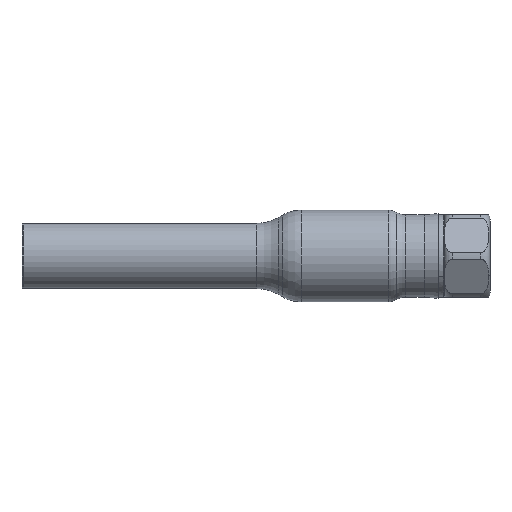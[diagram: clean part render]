
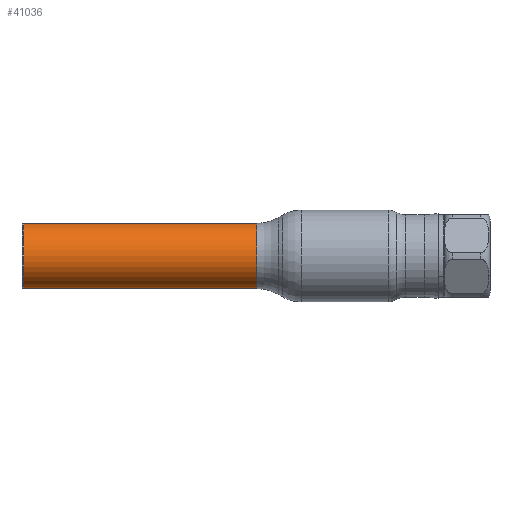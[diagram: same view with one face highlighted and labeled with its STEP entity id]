
A CAD part, front view. The second image highlights one B-rep face of the part: STEP entity #41036.
In plain terms, the highlighted cylindrical face has radius 10.65 mm (diameter 21.3 mm), a partial arc.
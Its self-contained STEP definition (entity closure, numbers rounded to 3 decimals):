
#1009 = CIRCLE ( 'NONE', #53480, 10.65 ) ;
#2995 = LINE ( 'NONE', #11219, #14635 ) ;
#6523 = CARTESIAN_POINT ( 'NONE',  ( -105., 0., -10.65 ) ) ;
#6900 = CARTESIAN_POINT ( 'NONE',  ( -62.69, 0., 0. ) ) ;
#8899 = EDGE_CURVE ( 'NONE', #33996, #23707, #2995, .T. ) ;
#10720 = DIRECTION ( 'NONE',  ( 0., 0., 1. ) ) ;
#11219 = CARTESIAN_POINT ( 'NONE',  ( -62.69, 0., -10.65 ) ) ;
#11940 = ORIENTED_EDGE ( 'NONE', *, *, #51425, .T. ) ;
#12198 = AXIS2_PLACEMENT_3D ( 'NONE', #6900, #23835, #10720 ) ;
#12603 = ORIENTED_EDGE ( 'NONE', *, *, #43097, .F. ) ;
#13098 = CARTESIAN_POINT ( 'NONE',  ( -28.786, 0., 10.65 ) ) ;
#14129 = EDGE_CURVE ( 'NONE', #18335, #28549, #46972, .T. ) ;
#14635 = VECTOR ( 'NONE', #40503, 1000. ) ;
#17691 = CIRCLE ( 'NONE', #27311, 10.65 ) ;
#18335 = VERTEX_POINT ( 'NONE', #13098 ) ;
#23707 = VERTEX_POINT ( 'NONE', #6523 ) ;
#23721 = DIRECTION ( 'NONE',  ( -1., 0., 0. ) ) ;
#23835 = DIRECTION ( 'NONE',  ( -1., 0., 0. ) ) ;
#27000 = DIRECTION ( 'NONE',  ( -1., 0., 0. ) ) ;
#27311 = AXIS2_PLACEMENT_3D ( 'NONE', #31098, #27000, #40176 ) ;
#28549 = VERTEX_POINT ( 'NONE', #33112 ) ;
#30482 = CARTESIAN_POINT ( 'NONE',  ( -28.786, 0., -10.65 ) ) ;
#31098 = CARTESIAN_POINT ( 'NONE',  ( -28.786, 0., 0. ) ) ;
#33112 = CARTESIAN_POINT ( 'NONE',  ( -105., 0., 10.65 ) ) ;
#33996 = VERTEX_POINT ( 'NONE', #30482 ) ;
#37391 = CARTESIAN_POINT ( 'NONE',  ( -62.69, 0., 10.65 ) ) ;
#38187 = DIRECTION ( 'NONE',  ( -1., 0., 0. ) ) ;
#38396 = VECTOR ( 'NONE', #38187, 1000. ) ;
#39175 = ORIENTED_EDGE ( 'NONE', *, *, #8899, .F. ) ;
#39440 = CYLINDRICAL_SURFACE ( 'NONE', #12198, 10.65 ) ;
#40176 = DIRECTION ( 'NONE',  ( 0., 0., 1. ) ) ;
#40503 = DIRECTION ( 'NONE',  ( -1., 0., 0. ) ) ;
#40915 = EDGE_LOOP ( 'NONE', ( #39175, #11940, #50745, #12603 ) ) ;
#41036 = ADVANCED_FACE ( 'NONE', ( #42463 ), #39440, .T. ) ;
#42463 = FACE_OUTER_BOUND ( 'NONE', #40915, .T. ) ;
#43097 = EDGE_CURVE ( 'NONE', #23707, #28549, #1009, .T. ) ;
#46972 = LINE ( 'NONE', #37391, #38396 ) ;
#48651 = CARTESIAN_POINT ( 'NONE',  ( -105., 0., 0. ) ) ;
#50745 = ORIENTED_EDGE ( 'NONE', *, *, #14129, .T. ) ;
#51425 = EDGE_CURVE ( 'NONE', #33996, #18335, #17691, .T. ) ;
#53480 = AXIS2_PLACEMENT_3D ( 'NONE', #48651, #23721, #53815 ) ;
#53815 = DIRECTION ( 'NONE',  ( 0., 0., 1. ) ) ;
